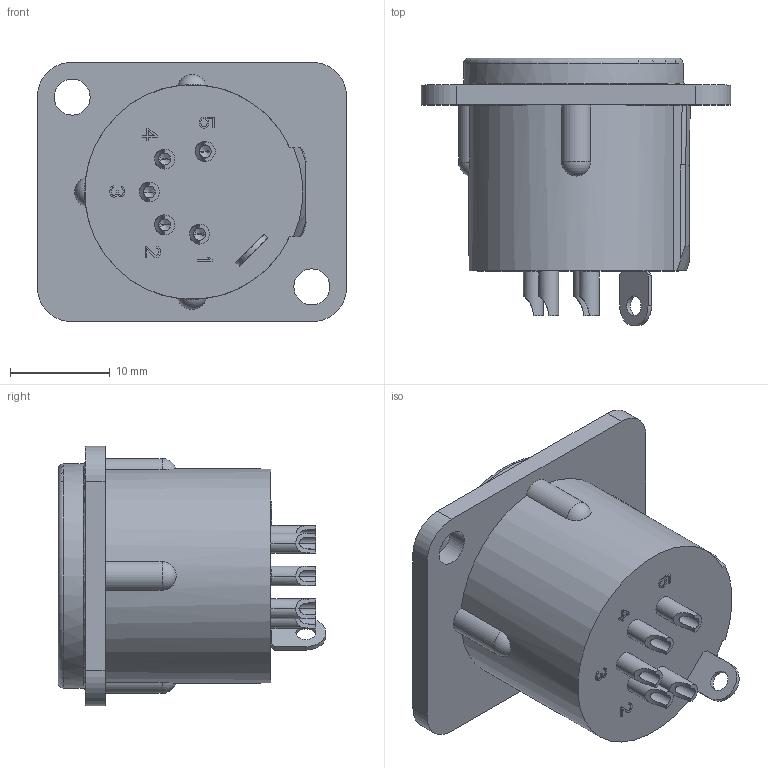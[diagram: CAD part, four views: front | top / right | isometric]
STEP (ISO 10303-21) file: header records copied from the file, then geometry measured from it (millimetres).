
FILE_DESCRIPTION((''),'2;1');
FILE_NAME('RC5MDL','2021-04-27T',('xhp'),(''),'PRO/ENGINEER BY PARAMETRIC TECHNOLOGY CORPORATION, 2013040','PRO/ENGINEER BY PARAMETRIC TECHNOLOGY CORPORATION, 2013040','');
FILE_SCHEMA(('CONFIG_CONTROL_DESIGN'));
Length unit declared in the file: millimetre
Products named in the file (1): RC5MDL
Bounding box: 31 x 26.8 x 26 mm (x, y, z)
Volume: 7033 mm3; surface area: 4189.9 mm2
Topology: 1 solids, 1 shells, 365 faces, 1021 edges, 657 vertices
Faces by surface type: plane 233, cylinder 84, cone 23, sphere 13, torus 8, bspline 4
Entity records: 12244 total; most frequent: CARTESIAN_POINT 2876, ORIENTED_EDGE 2002, DIRECTION 1860, EDGE_CURVE 1001, VECTOR 722, LINE 722, VERTEX_POINT 657, AXIS2_PLACEMENT_3D 569
